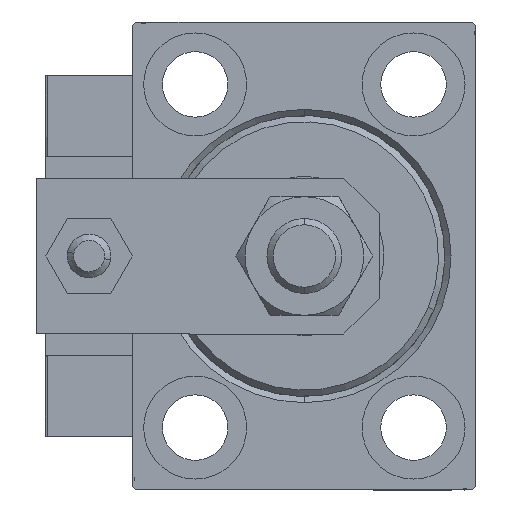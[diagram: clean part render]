
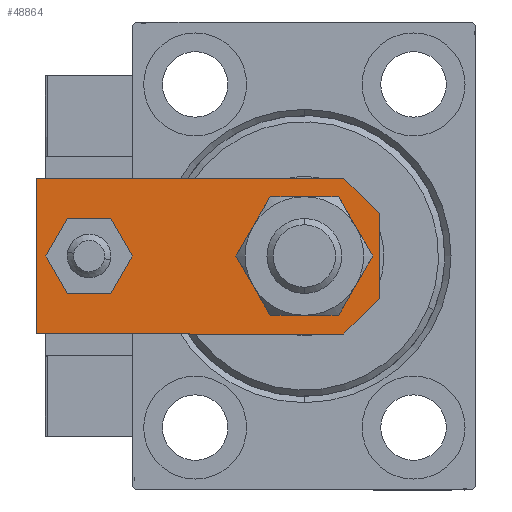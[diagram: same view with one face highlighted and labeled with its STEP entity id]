
A CAD part, left-side view. The second image highlights one B-rep face of the part: STEP entity #48864.
In plain terms, the highlighted face is planar.
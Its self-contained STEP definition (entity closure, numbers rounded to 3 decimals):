
#126 = CARTESIAN_POINT ( 'NONE',  ( 4., 46.5, 6. ) ) ;
#475 = PLANE ( 'NONE',  #7710 ) ;
#667 = ORIENTED_EDGE ( 'NONE', *, *, #4798, .T. ) ;
#2852 = EDGE_CURVE ( 'NONE', #48339, #22751, #43235, .T. ) ;
#3486 = DIRECTION ( 'NONE',  ( 0., 0., 1. ) ) ;
#4798 = EDGE_CURVE ( 'NONE', #22984, #37700, #49152, .T. ) ;
#5101 = VECTOR ( 'NONE', #49475, 1000. ) ;
#5554 = VECTOR ( 'NONE', #37335, 1000. ) ;
#7710 = AXIS2_PLACEMENT_3D ( 'NONE', #48518, #26885, #12570 ) ;
#8114 = VERTEX_POINT ( 'NONE', #12727 ) ;
#8315 = VECTOR ( 'NONE', #35514, 1000. ) ;
#8316 = ORIENTED_EDGE ( 'NONE', *, *, #27220, .T. ) ;
#8334 = ORIENTED_EDGE ( 'NONE', *, *, #42563, .T. ) ;
#8412 = DIRECTION ( 'NONE',  ( 0., 0., 1. ) ) ;
#10085 = CARTESIAN_POINT ( 'NONE',  ( -4., 46.5, 6. ) ) ;
#10346 = LINE ( 'NONE', #37655, #5101 ) ;
#11103 = LINE ( 'NONE', #47567, #44919 ) ;
#12570 = DIRECTION ( 'NONE',  ( 1., 0., 0. ) ) ;
#12727 = CARTESIAN_POINT ( 'NONE',  ( 12.5, 5.66, 6. ) ) ;
#13205 = CARTESIAN_POINT ( 'NONE',  ( -3.42, -3.42, 6. ) ) ;
#13702 = DIRECTION ( 'NONE',  ( 0., 0., 1. ) ) ;
#14227 = CARTESIAN_POINT ( 'NONE',  ( 0., 46.5, 6. ) ) ;
#15014 = EDGE_CURVE ( 'NONE', #29151, #22984, #39690, .T. ) ;
#15386 = ORIENTED_EDGE ( 'NONE', *, *, #26584, .F. ) ;
#15533 = CARTESIAN_POINT ( 'NONE',  ( 0., 46.5, 6. ) ) ;
#15559 = CIRCLE ( 'NONE', #28967, 4. ) ;
#16704 = EDGE_LOOP ( 'NONE', ( #21758, #15386 ) ) ;
#16780 = LINE ( 'NONE', #32773, #39216 ) ;
#19152 = VERTEX_POINT ( 'NONE', #126 ) ;
#19513 = DIRECTION ( 'NONE',  ( 1., 0., 0. ) ) ;
#20277 = CARTESIAN_POINT ( 'NONE',  ( -12.5, 55., 6. ) ) ;
#21467 = CIRCLE ( 'NONE', #34899, 8.25 ) ;
#21758 = ORIENTED_EDGE ( 'NONE', *, *, #25543, .F. ) ;
#22107 = DIRECTION ( 'NONE',  ( 1., 0., 0. ) ) ;
#22122 = EDGE_CURVE ( 'NONE', #8114, #41499, #16780, .T. ) ;
#22181 = ORIENTED_EDGE ( 'NONE', *, *, #22122, .T. ) ;
#22751 = VERTEX_POINT ( 'NONE', #42943 ) ;
#22984 = VERTEX_POINT ( 'NONE', #46294 ) ;
#23526 = CARTESIAN_POINT ( 'NONE',  ( 6.84, 0., 6. ) ) ;
#25543 = EDGE_CURVE ( 'NONE', #42523, #19152, #49868, .T. ) ;
#26584 = EDGE_CURVE ( 'NONE', #19152, #42523, #15559, .T. ) ;
#26885 = DIRECTION ( 'NONE',  ( 0., 0., 1. ) ) ;
#27220 = EDGE_CURVE ( 'NONE', #45537, #8114, #11103, .T. ) ;
#27318 = AXIS2_PLACEMENT_3D ( 'NONE', #40765, #37099, #28963 ) ;
#27456 = CARTESIAN_POINT ( 'NONE',  ( -6.84, 0., 6. ) ) ;
#27964 = EDGE_CURVE ( 'NONE', #22751, #48339, #21467, .T. ) ;
#28810 = ORIENTED_EDGE ( 'NONE', *, *, #32985, .T. ) ;
#28835 = DIRECTION ( 'NONE',  ( 0., 1., 0. ) ) ;
#28963 = DIRECTION ( 'NONE',  ( 1., 0., 0. ) ) ;
#28967 = AXIS2_PLACEMENT_3D ( 'NONE', #14227, #13702, #22107 ) ;
#29070 = VECTOR ( 'NONE', #47343, 1000. ) ;
#29151 = VERTEX_POINT ( 'NONE', #38532 ) ;
#30930 = CARTESIAN_POINT ( 'NONE',  ( -8.25, 12., 6. ) ) ;
#31068 = FACE_OUTER_BOUND ( 'NONE', #33404, .T. ) ;
#31545 = DIRECTION ( 'NONE',  ( 1., 0., 0. ) ) ;
#32106 = CARTESIAN_POINT ( 'NONE',  ( -12.5, 0., 6. ) ) ;
#32773 = CARTESIAN_POINT ( 'NONE',  ( 12.5, 0., 6. ) ) ;
#32985 = EDGE_CURVE ( 'NONE', #37700, #45537, #47103, .T. ) ;
#33224 = ORIENTED_EDGE ( 'NONE', *, *, #27964, .F. ) ;
#33404 = EDGE_LOOP ( 'NONE', ( #36626, #667, #28810, #8316, #22181, #8334 ) ) ;
#34899 = AXIS2_PLACEMENT_3D ( 'NONE', #38683, #3486, #19513 ) ;
#35514 = DIRECTION ( 'NONE',  ( 0., -1., 0. ) ) ;
#36450 = FACE_BOUND ( 'NONE', #37536, .T. ) ;
#36626 = ORIENTED_EDGE ( 'NONE', *, *, #15014, .T. ) ;
#37099 = DIRECTION ( 'NONE',  ( 0., 0., 1. ) ) ;
#37335 = DIRECTION ( 'NONE',  ( 0.707, -0.707, 0. ) ) ;
#37536 = EDGE_LOOP ( 'NONE', ( #40565, #33224 ) ) ;
#37655 = CARTESIAN_POINT ( 'NONE',  ( 12.5, 55., 6. ) ) ;
#37700 = VERTEX_POINT ( 'NONE', #27456 ) ;
#38532 = CARTESIAN_POINT ( 'NONE',  ( -12.5, 55., 6. ) ) ;
#38683 = CARTESIAN_POINT ( 'NONE',  ( 0., 12., 6. ) ) ;
#39216 = VECTOR ( 'NONE', #28835, 1000. ) ;
#39690 = LINE ( 'NONE', #20277, #8315 ) ;
#40565 = ORIENTED_EDGE ( 'NONE', *, *, #2852, .F. ) ;
#40765 = CARTESIAN_POINT ( 'NONE',  ( 0., 12., 6. ) ) ;
#41499 = VERTEX_POINT ( 'NONE', #45064 ) ;
#42523 = VERTEX_POINT ( 'NONE', #10085 ) ;
#42563 = EDGE_CURVE ( 'NONE', #41499, #29151, #10346, .T. ) ;
#42943 = CARTESIAN_POINT ( 'NONE',  ( 8.25, 12., 6. ) ) ;
#43235 = CIRCLE ( 'NONE', #27318, 8.25 ) ;
#44919 = VECTOR ( 'NONE', #50486, 1000. ) ;
#45064 = CARTESIAN_POINT ( 'NONE',  ( 12.5, 55., 6. ) ) ;
#45537 = VERTEX_POINT ( 'NONE', #23526 ) ;
#46294 = CARTESIAN_POINT ( 'NONE',  ( -12.5, 5.66, 6. ) ) ;
#46555 = AXIS2_PLACEMENT_3D ( 'NONE', #15533, #8412, #31545 ) ;
#47073 = FACE_BOUND ( 'NONE', #16704, .T. ) ;
#47103 = LINE ( 'NONE', #32106, #29070 ) ;
#47343 = DIRECTION ( 'NONE',  ( 1., 0., 0. ) ) ;
#47567 = CARTESIAN_POINT ( 'NONE',  ( 3.42, -3.42, 6. ) ) ;
#48339 = VERTEX_POINT ( 'NONE', #30930 ) ;
#48518 = CARTESIAN_POINT ( 'NONE',  ( 0., 0., 6. ) ) ;
#48864 = ADVANCED_FACE ( 'NONE', ( #47073, #31068, #36450 ), #475, .T. ) ;
#49152 = LINE ( 'NONE', #13205, #5554 ) ;
#49475 = DIRECTION ( 'NONE',  ( -1., 0., 0. ) ) ;
#49868 = CIRCLE ( 'NONE', #46555, 4. ) ;
#50486 = DIRECTION ( 'NONE',  ( 0.707, 0.707, 0. ) ) ;
